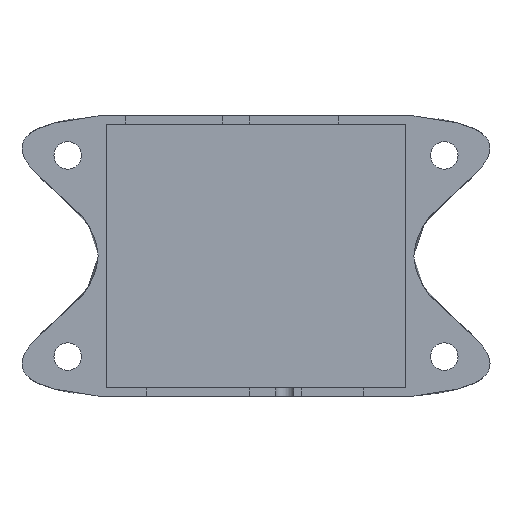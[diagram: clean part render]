
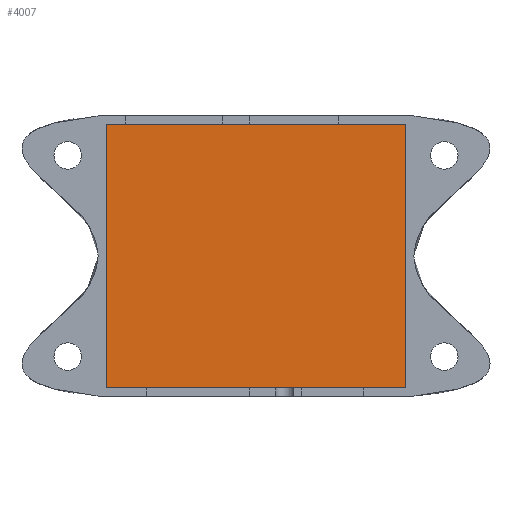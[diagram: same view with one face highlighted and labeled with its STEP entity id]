
A CAD part, front view. The second image highlights one B-rep face of the part: STEP entity #4007.
In plain terms, the highlighted planar face has unit normal (0, -1, 0).
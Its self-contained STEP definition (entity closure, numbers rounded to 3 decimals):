
#24 = EDGE_CURVE ( 'NONE', #6075, #942, #6246, .T. ) ;
#153 = EDGE_CURVE ( 'NONE', #3734, #6075, #3743, .T. ) ;
#482 = LINE ( 'NONE', #2120, #4695 ) ;
#622 = ORIENTED_EDGE ( 'NONE', *, *, #4500, .T. ) ;
#705 = CARTESIAN_POINT ( 'NONE',  ( -10.422, 0., -13.647 ) ) ;
#877 = DIRECTION ( 'NONE',  ( 0., 1., 0. ) ) ;
#942 = VERTEX_POINT ( 'NONE', #4128 ) ;
#1770 = CARTESIAN_POINT ( 'NONE',  ( 19.168, 0., 0. ) ) ;
#1960 = EDGE_CURVE ( 'NONE', #2542, #942, #5420, .T. ) ;
#2120 = CARTESIAN_POINT ( 'NONE',  ( 0., 0., -13.647 ) ) ;
#2202 = CARTESIAN_POINT ( 'NONE',  ( -10.422, 0., 0. ) ) ;
#2268 = VECTOR ( 'NONE', #3854, 1000. ) ;
#2451 = EDGE_LOOP ( 'NONE', ( #5316, #622, #5196, #3980 ) ) ;
#2542 = VERTEX_POINT ( 'NONE', #2799 ) ;
#2799 = CARTESIAN_POINT ( 'NONE',  ( 19.168, 0., -13.647 ) ) ;
#2947 = VECTOR ( 'NONE', #4681, 1000. ) ;
#3367 = PLANE ( 'NONE',  #5249 ) ;
#3436 = FACE_OUTER_BOUND ( 'NONE', #2451, .T. ) ;
#3734 = VERTEX_POINT ( 'NONE', #705 ) ;
#3743 = LINE ( 'NONE', #2202, #6139 ) ;
#3854 = DIRECTION ( 'NONE',  ( 0., 0., 1. ) ) ;
#3980 = ORIENTED_EDGE ( 'NONE', *, *, #24, .F. ) ;
#4007 = ADVANCED_FACE ( 'NONE', ( #3436 ), #3367, .F. ) ;
#4128 = CARTESIAN_POINT ( 'NONE',  ( 19.168, 0., 12.408 ) ) ;
#4500 = EDGE_CURVE ( 'NONE', #3734, #2542, #482, .T. ) ;
#4538 = CARTESIAN_POINT ( 'NONE',  ( -10.422, 0., 12.408 ) ) ;
#4540 = CARTESIAN_POINT ( 'NONE',  ( 0., 0., 0. ) ) ;
#4611 = CARTESIAN_POINT ( 'NONE',  ( 0., 0., 12.408 ) ) ;
#4681 = DIRECTION ( 'NONE',  ( 1., 0., 0. ) ) ;
#4695 = VECTOR ( 'NONE', #6220, 1000. ) ;
#5196 = ORIENTED_EDGE ( 'NONE', *, *, #1960, .T. ) ;
#5249 = AXIS2_PLACEMENT_3D ( 'NONE', #4540, #877, #6654 ) ;
#5316 = ORIENTED_EDGE ( 'NONE', *, *, #153, .F. ) ;
#5420 = LINE ( 'NONE', #1770, #2268 ) ;
#5862 = DIRECTION ( 'NONE',  ( 0., 0., 1. ) ) ;
#6075 = VERTEX_POINT ( 'NONE', #4538 ) ;
#6139 = VECTOR ( 'NONE', #5862, 1000. ) ;
#6220 = DIRECTION ( 'NONE',  ( 1., 0., 0. ) ) ;
#6246 = LINE ( 'NONE', #4611, #2947 ) ;
#6654 = DIRECTION ( 'NONE',  ( 0., 0., 1. ) ) ;
